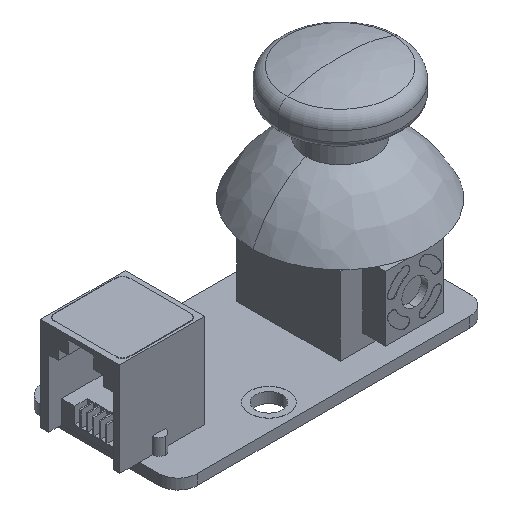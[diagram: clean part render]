
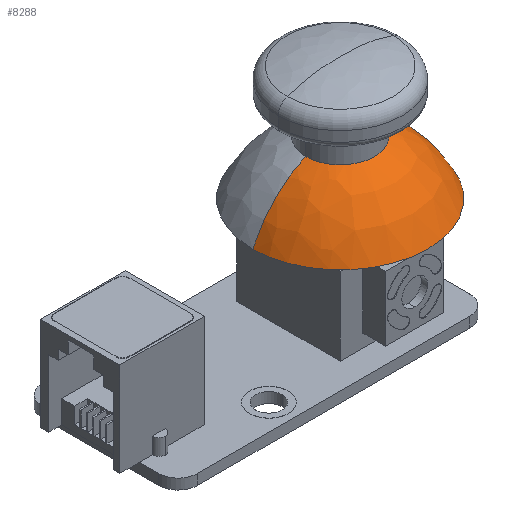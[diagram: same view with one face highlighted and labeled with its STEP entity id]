
A CAD part, isometric view. The second image highlights one B-rep face of the part: STEP entity #8288.
In plain terms, the highlighted free-form (B-spline) face has degree [3, 3] with [4, 4] control points.
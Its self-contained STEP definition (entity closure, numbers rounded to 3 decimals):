
#45 = CARTESIAN_POINT ( 'NONE',  ( 24.47, -0.366, 56.936 ) ) ;
#311 = CARTESIAN_POINT ( 'NONE',  ( 7.652, -0.366, 52.752 ) ) ;
#528 = CARTESIAN_POINT ( 'NONE',  ( 10.385, -0.366, 55.506 ) ) ;
#702 = CARTESIAN_POINT ( 'NONE',  ( 19.17, -0.366, 48.674 ) ) ;
#990 = CARTESIAN_POINT ( 'NONE',  ( 10.385, -0.366, 55.506 ) ) ;
#1075 = CARTESIAN_POINT ( 'NONE',  ( 32.67, -0.366, 48.674 ) ) ;
#1118 = FACE_OUTER_BOUND ( 'NONE', #8108, .T. ) ;
#1206 = CARTESIAN_POINT ( 'NONE',  ( 27.955, -17.935, 55.506 ) ) ;
#1325 = ORIENTED_EDGE ( 'NONE', *, *, #4112, .T. ) ;
#1371 = DIRECTION ( 'NONE',  ( 1., 0., 0. ) ) ;
#1824 =( BOUNDED_SURFACE ( )  B_SPLINE_SURFACE ( 3, 3, ( 
 ( #7744, #2520, #7105, #3195 ),
 ( #7769, #3855, #8429, #4521 ),
 ( #528, #5180, #1206, #5833 ),
 ( #1871, #6473, #2542, #7126 ) ),
 .UNSPECIFIED., .F., .F., .T. ) 
 B_SPLINE_SURFACE_WITH_KNOTS ( ( 4, 4 ),
 ( 4, 4 ),
 ( 0., 0.705 ),
 ( 0., 1. ),
 .UNSPECIFIED. ) 
 GEOMETRIC_REPRESENTATION_ITEM ( )  RATIONAL_B_SPLINE_SURFACE ( (
 ( 1., 0.333, 0.333, 1.),
 ( 1., 0.333, 0.333, 1.),
 ( 1., 0.333, 0.333, 1.),
 ( 1., 0.333, 0.333, 1.) ) ) 
 REPRESENTATION_ITEM ( '' )  SURFACE ( )  );
#1871 = CARTESIAN_POINT ( 'NONE',  ( 13.87, -0.366, 56.936 ) ) ;
#2060 = VERTEX_POINT ( 'NONE', #2412 ) ;
#2412 = CARTESIAN_POINT ( 'NONE',  ( 24.47, -0.366, 56.936 ) ) ;
#2520 = CARTESIAN_POINT ( 'NONE',  ( 5.67, -27.366, 48.674 ) ) ;
#2542 = CARTESIAN_POINT ( 'NONE',  ( 24.47, -10.966, 56.936 ) ) ;
#3195 = CARTESIAN_POINT ( 'NONE',  ( 32.67, -0.366, 48.674 ) ) ;
#3341 = CARTESIAN_POINT ( 'NONE',  ( 13.87, -0.366, 56.936 ) ) ;
#3449 = DIRECTION ( 'NONE',  ( 0., 0., 1. ) ) ;
#3855 = CARTESIAN_POINT ( 'NONE',  ( 7.652, -23.402, 52.752 ) ) ;
#3857 = CIRCLE ( 'NONE', #8234, 5.3 ) ;
#3930 = ORIENTED_EDGE ( 'NONE', *, *, #5193, .F. ) ;
#4057 = CARTESIAN_POINT ( 'NONE',  ( 27.955, -0.366, 55.506 ) ) ;
#4112 = EDGE_CURVE ( 'NONE', #6037, #2060, #5058, .T. ) ;
#4181 = CIRCLE ( 'NONE', #5875, 13.5 ) ;
#4443 = CARTESIAN_POINT ( 'NONE',  ( 5.67, -0.366, 48.674 ) ) ;
#4521 = CARTESIAN_POINT ( 'NONE',  ( 30.688, -0.366, 52.752 ) ) ;
#5058 = B_SPLINE_CURVE_WITH_KNOTS ( 'NONE', 3,
 ( #6638, #7267, #4057, #45 ),
 .UNSPECIFIED., .F., .F.,
 ( 4, 4 ),
 ( 0., 0.705 ),
 .UNSPECIFIED. ) ;
#5180 = CARTESIAN_POINT ( 'NONE',  ( 10.385, -17.935, 55.506 ) ) ;
#5193 = EDGE_CURVE ( 'NONE', #5275, #6913, #7765, .T. ) ;
#5259 = ORIENTED_EDGE ( 'NONE', *, *, #5703, .F. ) ;
#5275 = VERTEX_POINT ( 'NONE', #4443 ) ;
#5328 = DIRECTION ( 'NONE',  ( 0., 0., 1. ) ) ;
#5617 = CARTESIAN_POINT ( 'NONE',  ( 5.67, -0.366, 48.674 ) ) ;
#5703 = EDGE_CURVE ( 'NONE', #6913, #2060, #3857, .T. ) ;
#5741 = EDGE_CURVE ( 'NONE', #5275, #6037, #4181, .T. ) ;
#5833 = CARTESIAN_POINT ( 'NONE',  ( 27.955, -0.366, 55.506 ) ) ;
#5875 = AXIS2_PLACEMENT_3D ( 'NONE', #702, #5328, #1371 ) ;
#6037 = VERTEX_POINT ( 'NONE', #1075 ) ;
#6262 = CARTESIAN_POINT ( 'NONE',  ( 13.87, -0.366, 56.936 ) ) ;
#6473 = CARTESIAN_POINT ( 'NONE',  ( 13.87, -10.966, 56.936 ) ) ;
#6638 = CARTESIAN_POINT ( 'NONE',  ( 32.67, -0.366, 48.674 ) ) ;
#6913 = VERTEX_POINT ( 'NONE', #3341 ) ;
#7105 = CARTESIAN_POINT ( 'NONE',  ( 32.67, -27.366, 48.674 ) ) ;
#7126 = CARTESIAN_POINT ( 'NONE',  ( 24.47, -0.366, 56.936 ) ) ;
#7267 = CARTESIAN_POINT ( 'NONE',  ( 30.688, -0.366, 52.752 ) ) ;
#7293 = ORIENTED_EDGE ( 'NONE', *, *, #5741, .T. ) ;
#7371 = CARTESIAN_POINT ( 'NONE',  ( 19.17, -0.366, 56.936 ) ) ;
#7744 = CARTESIAN_POINT ( 'NONE',  ( 5.67, -0.366, 48.674 ) ) ;
#7765 = B_SPLINE_CURVE_WITH_KNOTS ( 'NONE', 3,
 ( #5617, #311, #990, #6262 ),
 .UNSPECIFIED., .F., .F.,
 ( 4, 4 ),
 ( 0., 0.705 ),
 .UNSPECIFIED. ) ;
#7769 = CARTESIAN_POINT ( 'NONE',  ( 7.652, -0.366, 52.752 ) ) ;
#8025 = DIRECTION ( 'NONE',  ( 1., 0., 0. ) ) ;
#8108 = EDGE_LOOP ( 'NONE', ( #7293, #1325, #5259, #3930 ) ) ;
#8234 = AXIS2_PLACEMENT_3D ( 'NONE', #7371, #3449, #8025 ) ;
#8288 = ADVANCED_FACE ( 'NONE', ( #1118 ), #1824, .F. ) ;
#8429 = CARTESIAN_POINT ( 'NONE',  ( 30.688, -23.402, 52.752 ) ) ;
